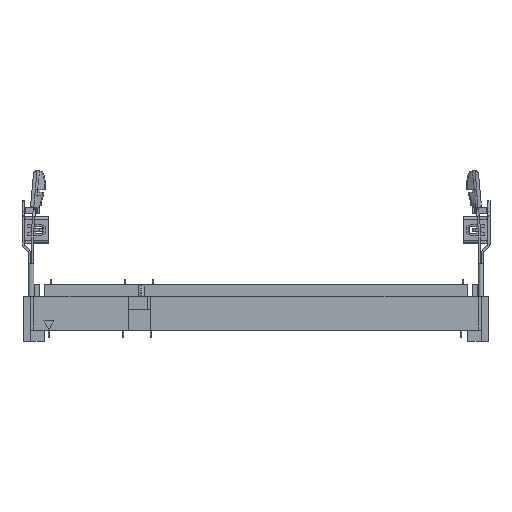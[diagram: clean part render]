
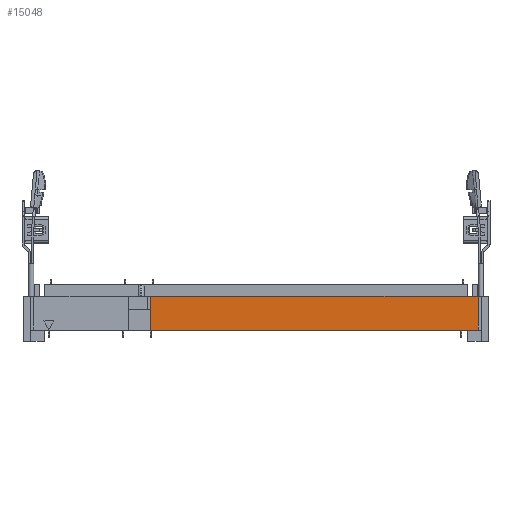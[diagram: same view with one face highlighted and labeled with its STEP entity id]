
A CAD part, top view. The second image highlights one B-rep face of the part: STEP entity #15048.
In plain terms, the highlighted planar face has unit normal (0, 0, 1).
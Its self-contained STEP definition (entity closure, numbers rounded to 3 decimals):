
#14992=CARTESIAN_POINT('',(-16.125,1.85,5.25));
#14993=VERTEX_POINT('',#14992);
#15000=CARTESIAN_POINT('',(33.95,1.85,5.25));
#15001=VERTEX_POINT('',#15000);
#15002=CARTESIAN_POINT('',(33.95,1.85,5.25));
#15003=DIRECTION('',(-1.0,0.0,0.0));
#15004=VECTOR('',#15003,50.075);
#15005=LINE('',#15002,#15004);
#15006=EDGE_CURVE('',#15001,#14993,#15005,.T.);
#15018=CARTESIAN_POINT('',(33.95,1.85,5.25));
#15019=DIRECTION('',(0.0,0.0,1.0));
#15020=DIRECTION('',(-1.0,0.0,0.0));
#15021=AXIS2_PLACEMENT_3D('',#15018,#15019,#15020);
#15022=PLANE('',#15021);
#15023=CARTESIAN_POINT('',(-16.125,-3.3,5.25));
#15024=VERTEX_POINT('',#15023);
#15025=CARTESIAN_POINT('',(-16.125,1.85,5.25));
#15026=DIRECTION('',(0.0,-1.0,0.0));
#15027=VECTOR('',#15026,5.15);
#15028=LINE('',#15025,#15027);
#15029=EDGE_CURVE('',#14993,#15024,#15028,.T.);
#15030=ORIENTED_EDGE('',*,*,#15029,.T.);
#15031=CARTESIAN_POINT('',(33.95,-3.3,5.25));
#15032=VERTEX_POINT('',#15031);
#15033=CARTESIAN_POINT('',(33.95,-3.3,5.25));
#15034=DIRECTION('',(-1.0,0.0,0.0));
#15035=VECTOR('',#15034,50.075);
#15036=LINE('',#15033,#15035);
#15037=EDGE_CURVE('',#15032,#15024,#15036,.T.);
#15038=ORIENTED_EDGE('',*,*,#15037,.F.);
#15039=CARTESIAN_POINT('',(33.95,1.85,5.25));
#15040=DIRECTION('',(0.0,-1.0,0.0));
#15041=VECTOR('',#15040,5.15);
#15042=LINE('',#15039,#15041);
#15043=EDGE_CURVE('',#15001,#15032,#15042,.T.);
#15044=ORIENTED_EDGE('',*,*,#15043,.F.);
#15045=ORIENTED_EDGE('',*,*,#15006,.T.);
#15046=EDGE_LOOP('',(#15030,#15038,#15044,#15045));
#15047=FACE_OUTER_BOUND('',#15046,.T.);
#15048=ADVANCED_FACE('',(#15047),#15022,.T.);
